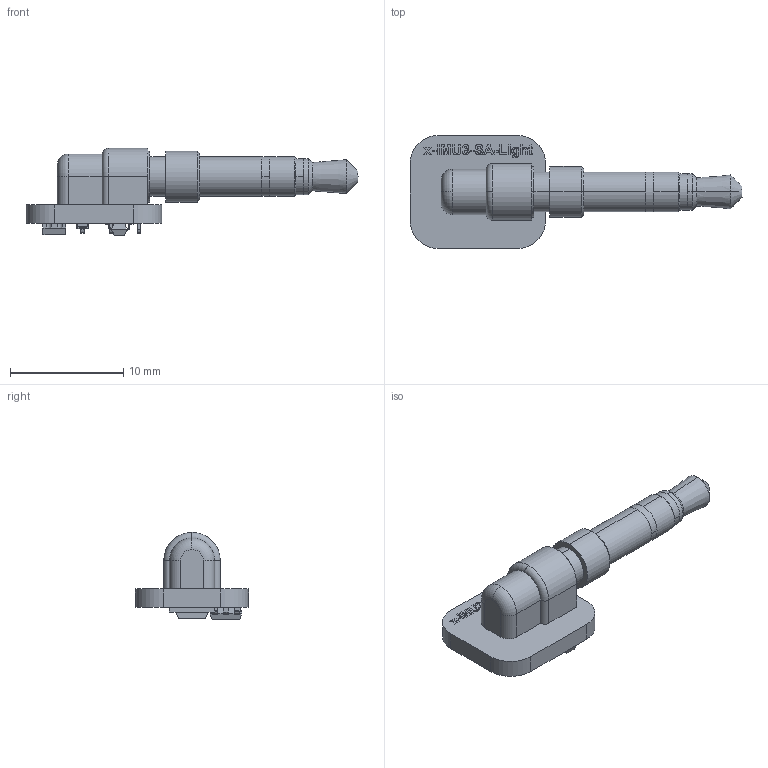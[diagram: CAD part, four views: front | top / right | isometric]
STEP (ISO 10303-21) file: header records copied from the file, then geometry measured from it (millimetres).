
FILE_DESCRIPTION (( 'STEP AP214' ), '1' );
FILE_NAME ('x-IMU3-SA-Light.step', '2024-04-27T17:54:05', ( '' ), ( '' ), 'SwSTEP 2.0', 'SolidWorks 2018', '' );
FILE_SCHEMA (( 'AUTOMOTIVE_DESIGN' ));
Length unit declared in the file: millimetre
Products named in the file (3): x-IMU3-SA-Light; Board; Components
Assembly tree (2 placements, depth 2):
  x-IMU3-SA-Light
    Board
    Components
Bounding box: 29.35 x 10 x 7.71 mm (x, y, z)
Volume: 526 mm3; surface area: 871.6 mm2
Topology: 19 solids, 19 shells, 627 faces, 1550 edges, 992 vertices
Faces by surface type: plane 405, cylinder 101, bspline 91, sphere 16, cone 10, torus 4
Entity records: 27296 total; most frequent: CARTESIAN_POINT 7625, ORIENTED_EDGE 3084, DIRECTION 2493, EDGE_CURVE 1542, VECTOR 1085, LINE 1085, VERTEX_POINT 992, AXIS2_PLACEMENT_3D 704
